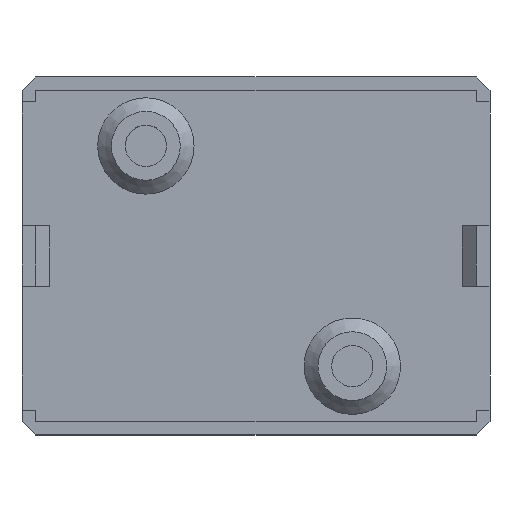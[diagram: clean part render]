
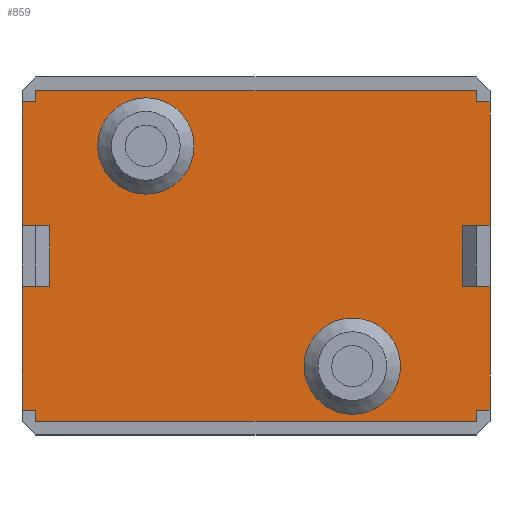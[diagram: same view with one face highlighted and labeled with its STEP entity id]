
A CAD part, top view. The second image highlights one B-rep face of the part: STEP entity #859.
In plain terms, the highlighted planar face has unit normal (0, 0, 1).
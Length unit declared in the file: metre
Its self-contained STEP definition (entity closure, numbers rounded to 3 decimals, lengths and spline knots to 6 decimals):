
#18=CIRCLE('',#927,0.0035);
#19=CIRCLE('',#928,0.0035);
#124=ORIENTED_EDGE('',*,*,#336,.T.);
#125=ORIENTED_EDGE('',*,*,#337,.T.);
#126=ORIENTED_EDGE('',*,*,#338,.T.);
#127=ORIENTED_EDGE('',*,*,#339,.F.);
#128=ORIENTED_EDGE('',*,*,#340,.T.);
#129=ORIENTED_EDGE('',*,*,#341,.T.);
#130=ORIENTED_EDGE('',*,*,#332,.T.);
#131=ORIENTED_EDGE('',*,*,#335,.F.);
#132=ORIENTED_EDGE('',*,*,#329,.F.);
#133=ORIENTED_EDGE('',*,*,#342,.F.);
#134=ORIENTED_EDGE('',*,*,#343,.F.);
#135=ORIENTED_EDGE('',*,*,#344,.T.);
#136=ORIENTED_EDGE('',*,*,#345,.T.);
#137=ORIENTED_EDGE('',*,*,#346,.F.);
#138=ORIENTED_EDGE('',*,*,#347,.F.);
#139=ORIENTED_EDGE('',*,*,#348,.T.);
#140=ORIENTED_EDGE('',*,*,#303,.F.);
#141=ORIENTED_EDGE('',*,*,#331,.T.);
#142=ORIENTED_EDGE('',*,*,#310,.T.);
#143=ORIENTED_EDGE('',*,*,#349,.F.);
#144=ORIENTED_EDGE('',*,*,#350,.T.);
#145=ORIENTED_EDGE('',*,*,#351,.T.);
#303=EDGE_CURVE('',#414,#415,#493,.T.);
#310=EDGE_CURVE('',#419,#418,#500,.T.);
#329=EDGE_CURVE('',#432,#433,#519,.T.);
#331=EDGE_CURVE('',#414,#419,#521,.T.);
#332=EDGE_CURVE('',#434,#435,#522,.T.);
#335=EDGE_CURVE('',#433,#435,#525,.T.);
#336=EDGE_CURVE('',#436,#436,#18,.F.);
#337=EDGE_CURVE('',#437,#437,#19,.F.);
#338=EDGE_CURVE('',#438,#439,#526,.T.);
#339=EDGE_CURVE('',#378,#439,#527,.T.);
#340=EDGE_CURVE('',#378,#380,#528,.T.);
#341=EDGE_CURVE('',#380,#434,#529,.T.);
#342=EDGE_CURVE('',#390,#432,#530,.T.);
#343=EDGE_CURVE('',#384,#390,#531,.T.);
#344=EDGE_CURVE('',#384,#440,#532,.T.);
#345=EDGE_CURVE('',#440,#441,#533,.T.);
#346=EDGE_CURVE('',#386,#441,#534,.T.);
#347=EDGE_CURVE('',#420,#386,#535,.T.);
#348=EDGE_CURVE('',#420,#415,#536,.T.);
#349=EDGE_CURVE('',#425,#418,#537,.T.);
#350=EDGE_CURVE('',#425,#376,#538,.T.);
#351=EDGE_CURVE('',#376,#438,#539,.T.);
#376=VERTEX_POINT('',#1208);
#378=VERTEX_POINT('',#1211);
#380=VERTEX_POINT('',#1217);
#384=VERTEX_POINT('',#1226);
#386=VERTEX_POINT('',#1229);
#390=VERTEX_POINT('',#1238);
#414=VERTEX_POINT('',#1298);
#415=VERTEX_POINT('',#1299);
#418=VERTEX_POINT('',#1310);
#419=VERTEX_POINT('',#1312);
#420=VERTEX_POINT('',#1316);
#425=VERTEX_POINT('',#1330);
#432=VERTEX_POINT('',#1349);
#433=VERTEX_POINT('',#1351);
#434=VERTEX_POINT('',#1357);
#435=VERTEX_POINT('',#1358);
#436=VERTEX_POINT('',#1365);
#437=VERTEX_POINT('',#1367);
#438=VERTEX_POINT('',#1369);
#439=VERTEX_POINT('',#1370);
#440=VERTEX_POINT('',#1377);
#441=VERTEX_POINT('',#1379);
#493=LINE('',#1297,#599);
#500=LINE('',#1311,#606);
#519=LINE('',#1350,#625);
#521=LINE('',#1354,#627);
#522=LINE('',#1356,#628);
#525=LINE('',#1362,#631);
#526=LINE('',#1368,#632);
#527=LINE('',#1371,#633);
#528=LINE('',#1372,#634);
#529=LINE('',#1373,#635);
#530=LINE('',#1374,#636);
#531=LINE('',#1375,#637);
#532=LINE('',#1376,#638);
#533=LINE('',#1378,#639);
#534=LINE('',#1380,#640);
#535=LINE('',#1381,#641);
#536=LINE('',#1382,#642);
#537=LINE('',#1383,#643);
#538=LINE('',#1384,#644);
#539=LINE('',#1385,#645);
#599=VECTOR('',#1034,1.);
#606=VECTOR('',#1045,1.);
#625=VECTOR('',#1076,1.);
#627=VECTOR('',#1080,1.);
#628=VECTOR('',#1083,1.);
#631=VECTOR('',#1088,1.);
#632=VECTOR('',#1095,1.);
#633=VECTOR('',#1096,1.);
#634=VECTOR('',#1097,1.);
#635=VECTOR('',#1098,1.);
#636=VECTOR('',#1099,1.);
#637=VECTOR('',#1100,1.);
#638=VECTOR('',#1101,1.);
#639=VECTOR('',#1102,1.);
#640=VECTOR('',#1103,1.);
#641=VECTOR('',#1104,1.);
#642=VECTOR('',#1105,1.);
#643=VECTOR('',#1106,1.);
#644=VECTOR('',#1107,1.);
#645=VECTOR('',#1108,1.);
#683=EDGE_LOOP('',(#124));
#684=EDGE_LOOP('',(#125));
#685=EDGE_LOOP('',(#126,#127,#128,#129,#130,#131,#132,#133,#134,#135,#136,
#137,#138,#139,#140,#141,#142,#143,#144,#145));
#747=FACE_BOUND('',#683,.T.);
#748=FACE_BOUND('',#684,.T.);
#749=FACE_BOUND('',#685,.T.);
#811=PLANE('',#926);
#859=ADVANCED_FACE('',(#747,#748,#749),#811,.T.);
#926=AXIS2_PLACEMENT_3D('',#1363,#1089,#1090);
#927=AXIS2_PLACEMENT_3D('',#1364,#1091,#1092);
#928=AXIS2_PLACEMENT_3D('',#1366,#1093,#1094);
#1034=DIRECTION('',(0.,1.,0.));
#1045=DIRECTION('',(0.,1.,0.));
#1076=DIRECTION('',(0.,1.,0.));
#1080=DIRECTION('',(1.,0.,0.));
#1083=DIRECTION('',(0.,1.,0.));
#1088=DIRECTION('',(1.,0.,0.));
#1089=DIRECTION('',(0.,0.,1.));
#1090=DIRECTION('',(1.,0.,0.));
#1091=DIRECTION('',(0.,0.,1.));
#1092=DIRECTION('',(1.,0.,0.));
#1093=DIRECTION('',(0.,0.,1.));
#1094=DIRECTION('',(1.,0.,0.));
#1095=DIRECTION('',(0.,1.,0.));
#1096=DIRECTION('',(-1.,0.,0.));
#1097=DIRECTION('',(0.,1.,0.));
#1098=DIRECTION('',(-1.,0.,0.));
#1099=DIRECTION('',(1.,0.,0.));
#1100=DIRECTION('',(0.,1.,0.));
#1101=DIRECTION('',(1.,0.,0.));
#1102=DIRECTION('',(0.,-1.,0.));
#1103=DIRECTION('',(1.,0.,0.));
#1104=DIRECTION('',(0.,1.,0.));
#1105=DIRECTION('',(1.,0.,0.));
#1106=DIRECTION('',(-1.,0.,0.));
#1107=DIRECTION('',(0.,1.,0.));
#1108=DIRECTION('',(-1.,0.,0.));
#1208=CARTESIAN_POINT('',(0.017,-0.0022,0.001));
#1211=CARTESIAN_POINT('',(0.017,0.0022,0.001));
#1217=CARTESIAN_POINT('',(0.017,0.0112,0.001));
#1226=CARTESIAN_POINT('',(-0.017,0.0022,0.001));
#1229=CARTESIAN_POINT('',(-0.017,-0.0022,0.001));
#1238=CARTESIAN_POINT('',(-0.017,0.0112,0.001));
#1297=CARTESIAN_POINT('',(-0.016,0.,0.001));
#1298=CARTESIAN_POINT('',(-0.016,-0.012,0.001));
#1299=CARTESIAN_POINT('',(-0.016,-0.0112,0.001));
#1310=CARTESIAN_POINT('',(0.016,-0.0112,0.001));
#1311=CARTESIAN_POINT('',(0.016,0.,0.001));
#1312=CARTESIAN_POINT('',(0.016,-0.012,0.001));
#1316=CARTESIAN_POINT('',(-0.017,-0.0112,0.001));
#1330=CARTESIAN_POINT('',(0.017,-0.0112,0.001));
#1349=CARTESIAN_POINT('',(-0.016,0.0112,0.001));
#1350=CARTESIAN_POINT('',(-0.016,0.,0.001));
#1351=CARTESIAN_POINT('',(-0.016,0.012,0.001));
#1354=CARTESIAN_POINT('',(0.,-0.012,0.001));
#1356=CARTESIAN_POINT('',(0.016,0.,0.001));
#1357=CARTESIAN_POINT('',(0.016,0.0112,0.001));
#1358=CARTESIAN_POINT('',(0.016,0.012,0.001));
#1362=CARTESIAN_POINT('',(0.,0.012,0.001));
#1363=CARTESIAN_POINT('',(0.,0.,0.001));
#1364=CARTESIAN_POINT('',(-0.008,0.008,0.001));
#1365=CARTESIAN_POINT('',(-0.0045,0.008,0.001));
#1366=CARTESIAN_POINT('',(0.007,-0.008,0.001));
#1367=CARTESIAN_POINT('',(0.0105,-0.008,0.001));
#1368=CARTESIAN_POINT('',(0.015,0.,0.001));
#1369=CARTESIAN_POINT('',(0.015,-0.0022,0.001));
#1370=CARTESIAN_POINT('',(0.015,0.0022,0.001));
#1371=CARTESIAN_POINT('',(0.0165,0.0022,0.001));
#1372=CARTESIAN_POINT('',(0.017,0.,0.001));
#1373=CARTESIAN_POINT('',(0.0165,0.0112,0.001));
#1374=CARTESIAN_POINT('',(-0.0165,0.0112,0.001));
#1375=CARTESIAN_POINT('',(-0.017,0.,0.001));
#1376=CARTESIAN_POINT('',(-0.0165,0.0022,0.001));
#1377=CARTESIAN_POINT('',(-0.015,0.0022,0.001));
#1378=CARTESIAN_POINT('',(-0.015,-0.0022,0.001));
#1379=CARTESIAN_POINT('',(-0.015,-0.0022,0.001));
#1380=CARTESIAN_POINT('',(-0.0165,-0.0022,0.001));
#1381=CARTESIAN_POINT('',(-0.017,0.,0.001));
#1382=CARTESIAN_POINT('',(-0.0165,-0.0112,0.001));
#1383=CARTESIAN_POINT('',(0.0165,-0.0112,0.001));
#1384=CARTESIAN_POINT('',(0.017,0.,0.001));
#1385=CARTESIAN_POINT('',(0.0165,-0.0022,0.001));
